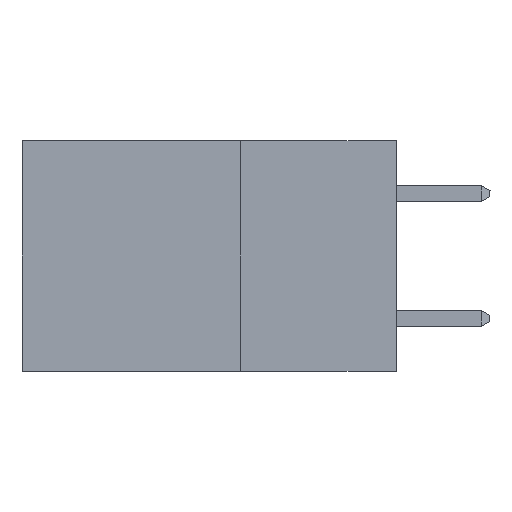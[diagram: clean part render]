
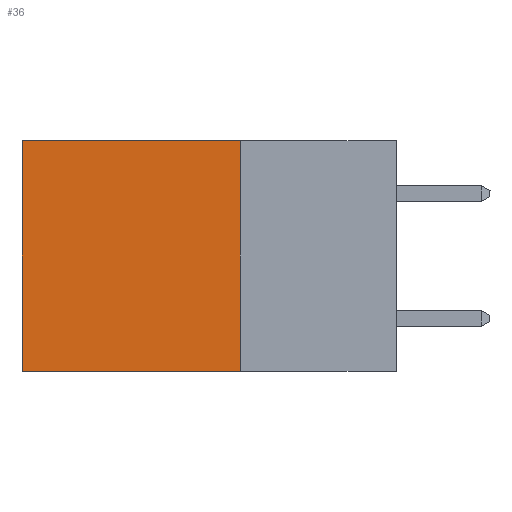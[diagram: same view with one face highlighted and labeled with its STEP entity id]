
A CAD part, left-side view. The second image highlights one B-rep face of the part: STEP entity #36.
In plain terms, the highlighted planar face has unit normal (-1, 0, 0).
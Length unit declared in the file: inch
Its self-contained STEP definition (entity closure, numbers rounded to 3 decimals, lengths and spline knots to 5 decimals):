
#36 = ADVANCED_FACE ( 'NONE', ( #7190 ), #7045, .F. ) ;
#586 = CARTESIAN_POINT ( 'NONE',  ( 0.298, 0.6, -0.37 ) ) ;
#765 = VECTOR ( 'NONE', #6753, 39.37008 ) ;
#836 = VECTOR ( 'NONE', #7978, 39.37008 ) ;
#916 = ORIENTED_EDGE ( 'NONE', *, *, #2843, .T. ) ;
#976 = VERTEX_POINT ( 'NONE', #3764 ) ;
#1375 = VERTEX_POINT ( 'NONE', #2734 ) ;
#1387 = ORIENTED_EDGE ( 'NONE', *, *, #6393, .T. ) ;
#2734 = CARTESIAN_POINT ( 'NONE',  ( 0.298, 0.25, -0.37 ) ) ;
#2843 = EDGE_CURVE ( 'NONE', #976, #7985, #6496, .T. ) ;
#3338 = LINE ( 'NONE', #7153, #836 ) ;
#3639 = ORIENTED_EDGE ( 'NONE', *, *, #9219, .F. ) ;
#3764 = CARTESIAN_POINT ( 'NONE',  ( 0.298, 0.6, 0. ) ) ;
#4622 = DIRECTION ( 'NONE',  ( 0., 0., -1. ) ) ;
#4660 = LINE ( 'NONE', #5998, #6560 ) ;
#4878 = DIRECTION ( 'NONE',  ( 0., 1., 0. ) ) ;
#4900 = CARTESIAN_POINT ( 'NONE',  ( 0.298, 0.6, 0. ) ) ;
#5416 = AXIS2_PLACEMENT_3D ( 'NONE', #7831, #10260, #4622 ) ;
#5960 = EDGE_LOOP ( 'NONE', ( #916, #3639, #9605, #1387 ) ) ;
#5998 = CARTESIAN_POINT ( 'NONE',  ( 0.298, 0.25, 0. ) ) ;
#6037 = EDGE_CURVE ( 'NONE', #8943, #1375, #3338, .T. ) ;
#6383 = VECTOR ( 'NONE', #4878, 39.37008 ) ;
#6393 = EDGE_CURVE ( 'NONE', #8943, #976, #4660, .T. ) ;
#6414 = CARTESIAN_POINT ( 'NONE',  ( 0.298, 0.25, -0.37 ) ) ;
#6496 = LINE ( 'NONE', #4900, #765 ) ;
#6560 = VECTOR ( 'NONE', #10022, 39.37008 ) ;
#6753 = DIRECTION ( 'NONE',  ( 0., 0., -1. ) ) ;
#7045 = PLANE ( 'NONE',  #5416 ) ;
#7153 = CARTESIAN_POINT ( 'NONE',  ( 0.298, 0.25, 0. ) ) ;
#7190 = FACE_OUTER_BOUND ( 'NONE', #5960, .T. ) ;
#7831 = CARTESIAN_POINT ( 'NONE',  ( 0.298, 0.25, 0. ) ) ;
#7978 = DIRECTION ( 'NONE',  ( 0., 0., -1. ) ) ;
#7985 = VERTEX_POINT ( 'NONE', #586 ) ;
#8943 = VERTEX_POINT ( 'NONE', #10086 ) ;
#9219 = EDGE_CURVE ( 'NONE', #1375, #7985, #9922, .T. ) ;
#9605 = ORIENTED_EDGE ( 'NONE', *, *, #6037, .F. ) ;
#9922 = LINE ( 'NONE', #6414, #6383 ) ;
#10022 = DIRECTION ( 'NONE',  ( 0., 1., 0. ) ) ;
#10086 = CARTESIAN_POINT ( 'NONE',  ( 0.298, 0.25, 0. ) ) ;
#10260 = DIRECTION ( 'NONE',  ( 1., 0., 0. ) ) ;
